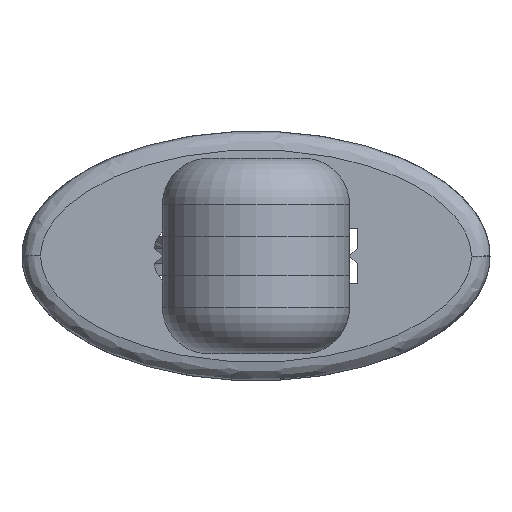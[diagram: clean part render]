
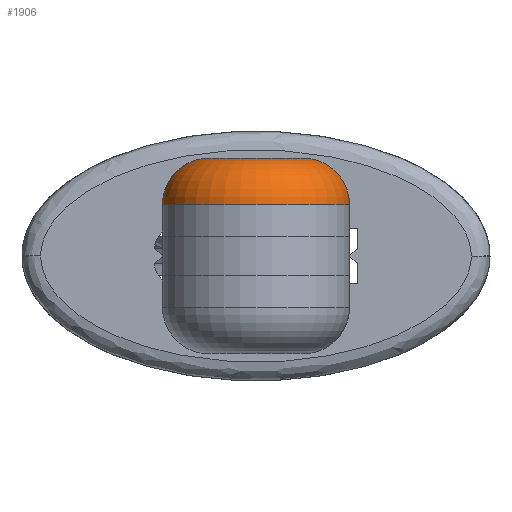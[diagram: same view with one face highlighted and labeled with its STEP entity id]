
A CAD part, left-side view. The second image highlights one B-rep face of the part: STEP entity #1906.
In plain terms, the highlighted toroidal (fillet/blend) face has major radius 7.501 mm and minor radius 7.5 mm.
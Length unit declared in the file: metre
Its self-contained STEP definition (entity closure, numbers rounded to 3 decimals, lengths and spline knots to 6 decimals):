
#22=TOROIDAL_SURFACE('',#2153,0.007501,0.0075);
#940=ORIENTED_EDGE('',*,*,#1213,.T.);
#941=ORIENTED_EDGE('',*,*,#1212,.T.);
#942=ORIENTED_EDGE('',*,*,#1214,.F.);
#943=ORIENTED_EDGE('',*,*,#1215,.F.);
#1212=EDGE_CURVE('',#1388,#1390,#1474,.T.);
#1213=EDGE_CURVE('',#1393,#1388,#1475,.T.);
#1214=EDGE_CURVE('',#1394,#1390,#1476,.T.);
#1215=EDGE_CURVE('',#1393,#1394,#1477,.T.);
#1388=VERTEX_POINT('',#4628);
#1390=VERTEX_POINT('',#4633);
#1393=VERTEX_POINT('',#4644);
#1394=VERTEX_POINT('',#4646);
#1474=CIRCLE('',#2152,0.015001);
#1475=CIRCLE('',#2154,0.0075);
#1476=CIRCLE('',#2155,0.0075);
#1477=CIRCLE('',#2156,0.007501);
#1619=EDGE_LOOP('',(#940,#941,#942,#943));
#1766=FACE_BOUND('',#1619,.T.);
#1906=ADVANCED_FACE('',(#1766),#22,.T.);
#2152=AXIS2_PLACEMENT_3D('',#4641,#2673,#2674);
#2153=AXIS2_PLACEMENT_3D('',#4642,#2675,#2676);
#2154=AXIS2_PLACEMENT_3D('',#4643,#2677,#2678);
#2155=AXIS2_PLACEMENT_3D('',#4645,#2679,#2680);
#2156=AXIS2_PLACEMENT_3D('',#4647,#2681,#2682);
#2673=DIRECTION('',(0.,0.,1.));
#2674=DIRECTION('',(0.,-1.,0.));
#2675=DIRECTION('',(0.,0.,1.));
#2676=DIRECTION('',(-0.004,-1.,0.));
#2677=DIRECTION('',(1.,0.,0.));
#2678=DIRECTION('',(0.,0.,1.));
#2679=DIRECTION('',(-1.,0.,0.));
#2680=DIRECTION('',(0.,0.,1.));
#2681=DIRECTION('',(0.,0.,1.));
#2682=DIRECTION('',(0.,-1.,0.));
#4628=CARTESIAN_POINT('',(-0.005001,-0.015001,-0.00125));
#4633=CARTESIAN_POINT('',(-0.005001,0.015001,-0.00125));
#4641=CARTESIAN_POINT('',(-0.005001,0.,-0.00125));
#4642=CARTESIAN_POINT('',(-0.005001,0.,-0.00125));
#4643=CARTESIAN_POINT('',(-0.005001,-0.007501,-0.00125));
#4644=CARTESIAN_POINT('',(-0.005001,-0.007501,0.00625));
#4645=CARTESIAN_POINT('',(-0.005001,0.007501,-0.00125));
#4646=CARTESIAN_POINT('',(-0.005001,0.007501,0.00625));
#4647=CARTESIAN_POINT('',(-0.005001,0.,0.00625));
